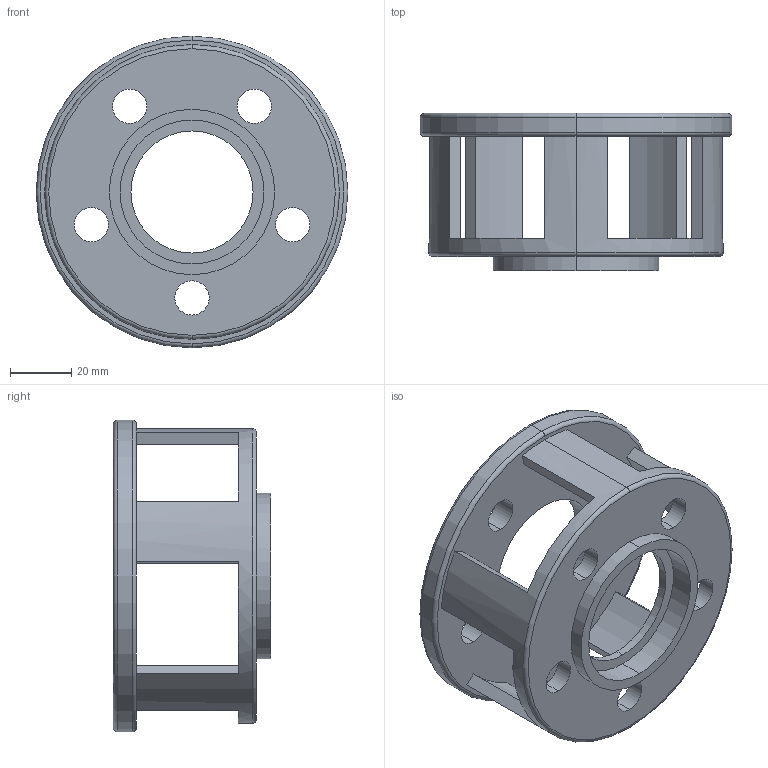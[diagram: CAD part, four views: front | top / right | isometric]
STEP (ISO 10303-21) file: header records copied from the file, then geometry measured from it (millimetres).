
FILE_DESCRIPTION (( 'STEP AP203' ), '1' );
FILE_NAME ('CarrierMG2_Default_sldprt.STEP', '2023-01-20T01:43:25', ( '' ), ( '' ), 'SwSTEP 2.0', 'SolidWorks 2022', '' );
FILE_SCHEMA (( 'CONFIG_CONTROL_DESIGN' ));
Length unit declared in the file: inch
Products named in the file (1): CarrierMG2_Default_sldprt
Bounding box: 101.6 x 51.26 x 101.6 mm (x, y, z)
Volume: 92867.1 mm3; surface area: 39761.7 mm2
Topology: 1 solids, 1 shells, 60 faces, 171 edges, 112 vertices
Faces by surface type: cylinder 38, plane 16, torus 6
Entity records: 2148 total; most frequent: DIRECTION 391, CARTESIAN_POINT 344, ORIENTED_EDGE 342, EDGE_CURVE 171, AXIS2_PLACEMENT_3D 159, VERTEX_POINT 112, CIRCLE 98, EDGE_LOOP 91
